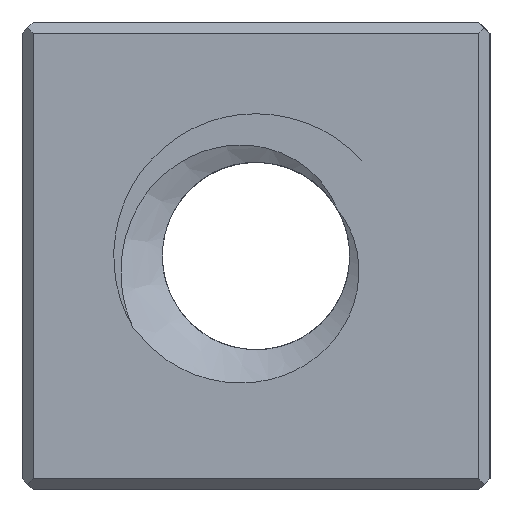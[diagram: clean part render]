
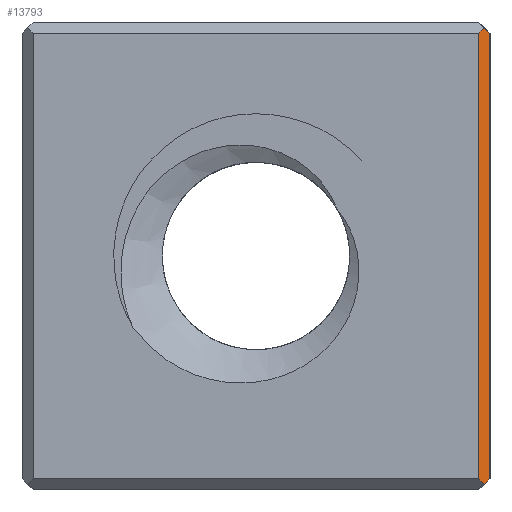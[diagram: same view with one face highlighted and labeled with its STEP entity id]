
A CAD part, left-side view. The second image highlights one B-rep face of the part: STEP entity #13793.
In plain terms, the highlighted planar face has unit normal (-0.707, -0.707, 0).
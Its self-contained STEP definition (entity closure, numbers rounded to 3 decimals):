
#13793 = ADVANCED_FACE('',(#13794),#13808,.T.);
#13794 = FACE_BOUND('',#13795,.T.);
#13795 = EDGE_LOOP('',(#13796,#13831,#13859,#13887,#13915,#13943));
#13796 = ORIENTED_EDGE('',*,*,#13797,.T.);
#13797 = EDGE_CURVE('',#13798,#13800,#13802,.T.);
#13798 = VERTEX_POINT('',#13799);
#13799 = CARTESIAN_POINT('',(0.15,0.15,0.15));
#13800 = VERTEX_POINT('',#13801);
#13801 = CARTESIAN_POINT('',(0.3,0.,0.3));
#13802 = SURFACE_CURVE('',#13803,(#13807,#13819),.PCURVE_S1.);
#13803 = LINE('',#13804,#13805);
#13804 = CARTESIAN_POINT('',(0.2,0.1,0.2));
#13805 = VECTOR('',#13806,1.);
#13806 = DIRECTION('',(0.577,-0.577,0.577));
#13807 = PCURVE('',#13808,#13813);
#13808 = PLANE('',#13809);
#13809 = AXIS2_PLACEMENT_3D('',#13810,#13811,#13812);
#13810 = CARTESIAN_POINT('',(0.3,0.,0.));
#13811 = DIRECTION('',(-0.707,-0.707,0.));
#13812 = DIRECTION('',(-0.707,0.707,0.));
#13813 = DEFINITIONAL_REPRESENTATION('',(#13814),#13818);
#13814 = LINE('',#13815,#13816);
#13815 = CARTESIAN_POINT('',(0.141,-0.2));
#13816 = VECTOR('',#13817,1.);
#13817 = DIRECTION('',(-0.816,-0.577));
#13818 = ( GEOMETRIC_REPRESENTATION_CONTEXT(2) 
PARAMETRIC_REPRESENTATION_CONTEXT() REPRESENTATION_CONTEXT('2D SPACE',''
  ) );
#13819 = PCURVE('',#13820,#13825);
#13820 = PLANE('',#13821);
#13821 = AXIS2_PLACEMENT_3D('',#13822,#13823,#13824);
#13822 = CARTESIAN_POINT('',(0.,0.,0.3)
  );
#13823 = DIRECTION('',(0.,0.707,0.707
    ));
#13824 = DIRECTION('',(0.,0.707,-0.707
    ));
#13825 = DEFINITIONAL_REPRESENTATION('',(#13826),#13830);
#13826 = LINE('',#13827,#13828);
#13827 = CARTESIAN_POINT('',(0.141,-0.2));
#13828 = VECTOR('',#13829,1.);
#13829 = DIRECTION('',(-0.816,-0.577));
#13830 = ( GEOMETRIC_REPRESENTATION_CONTEXT(2) 
PARAMETRIC_REPRESENTATION_CONTEXT() REPRESENTATION_CONTEXT('2D SPACE',''
  ) );
#13831 = ORIENTED_EDGE('',*,*,#13832,.T.);
#13832 = EDGE_CURVE('',#13800,#13833,#13835,.T.);
#13833 = VERTEX_POINT('',#13834);
#13834 = CARTESIAN_POINT('',(0.3,0.,12.2));
#13835 = SURFACE_CURVE('',#13836,(#13840,#13847),.PCURVE_S1.);
#13836 = LINE('',#13837,#13838);
#13837 = CARTESIAN_POINT('',(0.3,0.,0.));
#13838 = VECTOR('',#13839,1.);
#13839 = DIRECTION('',(0.,0.,1.));
#13840 = PCURVE('',#13808,#13841);
#13841 = DEFINITIONAL_REPRESENTATION('',(#13842),#13846);
#13842 = LINE('',#13843,#13844);
#13843 = CARTESIAN_POINT('',(0.,0.));
#13844 = VECTOR('',#13845,1.);
#13845 = DIRECTION('',(0.,-1.));
#13846 = ( GEOMETRIC_REPRESENTATION_CONTEXT(2) 
PARAMETRIC_REPRESENTATION_CONTEXT() REPRESENTATION_CONTEXT('2D SPACE',''
  ) );
#13847 = PCURVE('',#13848,#13853);
#13848 = PLANE('',#13849);
#13849 = AXIS2_PLACEMENT_3D('',#13850,#13851,#13852);
#13850 = CARTESIAN_POINT('',(0.,0.,0.));
#13851 = DIRECTION('',(0.,1.,0.));
#13852 = DIRECTION('',(1.,0.,0.));
#13853 = DEFINITIONAL_REPRESENTATION('',(#13854),#13858);
#13854 = LINE('',#13855,#13856);
#13855 = CARTESIAN_POINT('',(0.3,0.));
#13856 = VECTOR('',#13857,1.);
#13857 = DIRECTION('',(0.,-1.));
#13858 = ( GEOMETRIC_REPRESENTATION_CONTEXT(2) 
PARAMETRIC_REPRESENTATION_CONTEXT() REPRESENTATION_CONTEXT('2D SPACE',''
  ) );
#13859 = ORIENTED_EDGE('',*,*,#13860,.F.);
#13860 = EDGE_CURVE('',#13861,#13833,#13863,.T.);
#13861 = VERTEX_POINT('',#13862);
#13862 = CARTESIAN_POINT('',(0.15,0.15,12.35));
#13863 = SURFACE_CURVE('',#13864,(#13868,#13875),.PCURVE_S1.);
#13864 = LINE('',#13865,#13866);
#13865 = CARTESIAN_POINT('',(2.283,-1.983,
    10.217));
#13866 = VECTOR('',#13867,1.);
#13867 = DIRECTION('',(0.577,-0.577,-0.577));
#13868 = PCURVE('',#13808,#13869);
#13869 = DEFINITIONAL_REPRESENTATION('',(#13870),#13874);
#13870 = LINE('',#13871,#13872);
#13871 = CARTESIAN_POINT('',(-2.805,-10.217));
#13872 = VECTOR('',#13873,1.);
#13873 = DIRECTION('',(-0.816,0.577));
#13874 = ( GEOMETRIC_REPRESENTATION_CONTEXT(2) 
PARAMETRIC_REPRESENTATION_CONTEXT() REPRESENTATION_CONTEXT('2D SPACE',''
  ) );
#13875 = PCURVE('',#13876,#13881);
#13876 = PLANE('',#13877);
#13877 = AXIS2_PLACEMENT_3D('',#13878,#13879,#13880);
#13878 = CARTESIAN_POINT('',(0.,0.,12.2
    ));
#13879 = DIRECTION('',(0.,-0.707,
    0.707));
#13880 = DIRECTION('',(0.,0.707,0.707)
  );
#13881 = DEFINITIONAL_REPRESENTATION('',(#13882),#13886);
#13882 = LINE('',#13883,#13884);
#13883 = CARTESIAN_POINT('',(-2.805,-2.283));
#13884 = VECTOR('',#13885,1.);
#13885 = DIRECTION('',(-0.816,-0.577));
#13886 = ( GEOMETRIC_REPRESENTATION_CONTEXT(2) 
PARAMETRIC_REPRESENTATION_CONTEXT() REPRESENTATION_CONTEXT('2D SPACE',''
  ) );
#13887 = ORIENTED_EDGE('',*,*,#13888,.F.);
#13888 = EDGE_CURVE('',#13889,#13861,#13891,.T.);
#13889 = VERTEX_POINT('',#13890);
#13890 = CARTESIAN_POINT('',(0.,0.3,12.2));
#13891 = SURFACE_CURVE('',#13892,(#13896,#13903),.PCURVE_S1.);
#13892 = LINE('',#13893,#13894);
#13893 = CARTESIAN_POINT('',(-1.783,2.083,
    10.417));
#13894 = VECTOR('',#13895,1.);
#13895 = DIRECTION('',(0.577,-0.577,0.577));
#13896 = PCURVE('',#13808,#13897);
#13897 = DEFINITIONAL_REPRESENTATION('',(#13898),#13902);
#13898 = LINE('',#13899,#13900);
#13899 = CARTESIAN_POINT('',(2.946,-10.417));
#13900 = VECTOR('',#13901,1.);
#13901 = DIRECTION('',(-0.816,-0.577));
#13902 = ( GEOMETRIC_REPRESENTATION_CONTEXT(2) 
PARAMETRIC_REPRESENTATION_CONTEXT() REPRESENTATION_CONTEXT('2D SPACE',''
  ) );
#13903 = PCURVE('',#13904,#13909);
#13904 = PLANE('',#13905);
#13905 = AXIS2_PLACEMENT_3D('',#13906,#13907,#13908);
#13906 = CARTESIAN_POINT('',(0.3,0.,12.5));
#13907 = DIRECTION('',(-0.707,0.,
    0.707));
#13908 = DIRECTION('',(-0.707,0.,
    -0.707));
#13909 = DEFINITIONAL_REPRESENTATION('',(#13910),#13914);
#13910 = LINE('',#13911,#13912);
#13911 = CARTESIAN_POINT('',(2.946,-2.083));
#13912 = VECTOR('',#13913,1.);
#13913 = DIRECTION('',(-0.816,0.577));
#13914 = ( GEOMETRIC_REPRESENTATION_CONTEXT(2) 
PARAMETRIC_REPRESENTATION_CONTEXT() REPRESENTATION_CONTEXT('2D SPACE',''
  ) );
#13915 = ORIENTED_EDGE('',*,*,#13916,.F.);
#13916 = EDGE_CURVE('',#13917,#13889,#13919,.T.);
#13917 = VERTEX_POINT('',#13918);
#13918 = CARTESIAN_POINT('',(0.,0.3,0.3));
#13919 = SURFACE_CURVE('',#13920,(#13924,#13931),.PCURVE_S1.);
#13920 = LINE('',#13921,#13922);
#13921 = CARTESIAN_POINT('',(0.,0.3,0.));
#13922 = VECTOR('',#13923,1.);
#13923 = DIRECTION('',(0.,0.,1.));
#13924 = PCURVE('',#13808,#13925);
#13925 = DEFINITIONAL_REPRESENTATION('',(#13926),#13930);
#13926 = LINE('',#13927,#13928);
#13927 = CARTESIAN_POINT('',(0.424,0.));
#13928 = VECTOR('',#13929,1.);
#13929 = DIRECTION('',(0.,-1.));
#13930 = ( GEOMETRIC_REPRESENTATION_CONTEXT(2) 
PARAMETRIC_REPRESENTATION_CONTEXT() REPRESENTATION_CONTEXT('2D SPACE',''
  ) );
#13931 = PCURVE('',#13932,#13937);
#13932 = PLANE('',#13933);
#13933 = AXIS2_PLACEMENT_3D('',#13934,#13935,#13936);
#13934 = CARTESIAN_POINT('',(0.,12.5,0.));
#13935 = DIRECTION('',(1.,0.,0.));
#13936 = DIRECTION('',(0.,-1.,0.));
#13937 = DEFINITIONAL_REPRESENTATION('',(#13938),#13942);
#13938 = LINE('',#13939,#13940);
#13939 = CARTESIAN_POINT('',(12.2,0.));
#13940 = VECTOR('',#13941,1.);
#13941 = DIRECTION('',(0.,-1.));
#13942 = ( GEOMETRIC_REPRESENTATION_CONTEXT(2) 
PARAMETRIC_REPRESENTATION_CONTEXT() REPRESENTATION_CONTEXT('2D SPACE',''
  ) );
#13943 = ORIENTED_EDGE('',*,*,#13944,.F.);
#13944 = EDGE_CURVE('',#13798,#13917,#13945,.T.);
#13945 = SURFACE_CURVE('',#13946,(#13950,#13957),.PCURVE_S1.);
#13946 = LINE('',#13947,#13948);
#13947 = CARTESIAN_POINT('',(0.2,0.1,0.1));
#13948 = VECTOR('',#13949,1.);
#13949 = DIRECTION('',(-0.577,0.577,0.577));
#13950 = PCURVE('',#13808,#13951);
#13951 = DEFINITIONAL_REPRESENTATION('',(#13952),#13956);
#13952 = LINE('',#13953,#13954);
#13953 = CARTESIAN_POINT('',(0.141,-0.1));
#13954 = VECTOR('',#13955,1.);
#13955 = DIRECTION('',(0.816,-0.577));
#13956 = ( GEOMETRIC_REPRESENTATION_CONTEXT(2) 
PARAMETRIC_REPRESENTATION_CONTEXT() REPRESENTATION_CONTEXT('2D SPACE',''
  ) );
#13957 = PCURVE('',#13958,#13963);
#13958 = PLANE('',#13959);
#13959 = AXIS2_PLACEMENT_3D('',#13960,#13961,#13962);
#13960 = CARTESIAN_POINT('',(0.,0.,0.3));
#13961 = DIRECTION('',(-0.707,0.,
    -0.707));
#13962 = DIRECTION('',(0.707,0.,-0.707
    ));
#13963 = DEFINITIONAL_REPRESENTATION('',(#13964),#13968);
#13964 = LINE('',#13965,#13966);
#13965 = CARTESIAN_POINT('',(0.283,-0.1));
#13966 = VECTOR('',#13967,1.);
#13967 = DIRECTION('',(-0.816,-0.577));
#13968 = ( GEOMETRIC_REPRESENTATION_CONTEXT(2) 
PARAMETRIC_REPRESENTATION_CONTEXT() REPRESENTATION_CONTEXT('2D SPACE',''
  ) );
